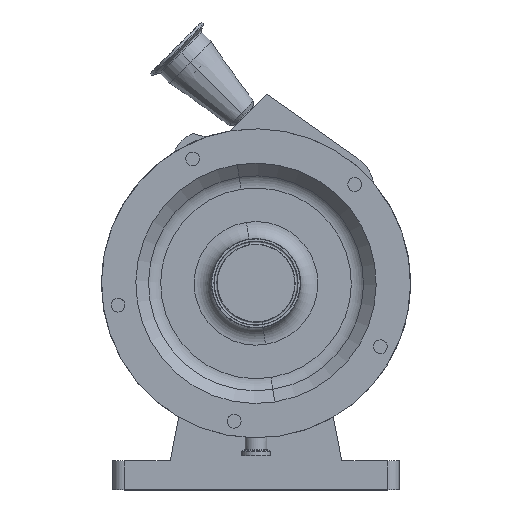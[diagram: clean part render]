
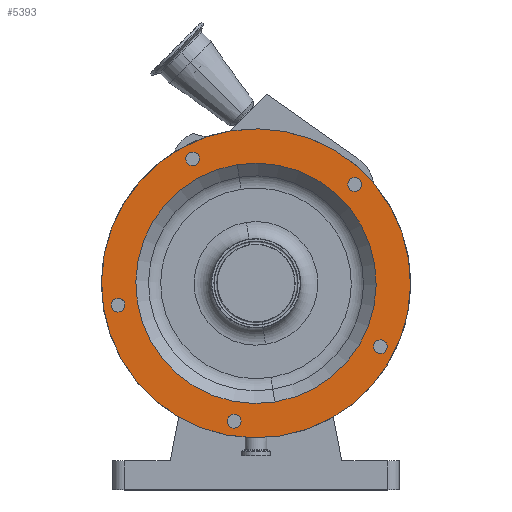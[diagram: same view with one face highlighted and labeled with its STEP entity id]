
A CAD part, top view. The second image highlights one B-rep face of the part: STEP entity #5393.
In plain terms, the highlighted planar face has unit normal (0, 0, 1).
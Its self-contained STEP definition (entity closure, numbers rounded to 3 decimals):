
#1011 = VERTEX_POINT ( 'NONE', #7722 ) ;
#1045 = VERTEX_POINT ( 'NONE', #7848 ) ;
#1089 = EDGE_CURVE ( 'NONE', #1045, #1011, #7821, .T. ) ;
#1093 = VERTEX_POINT ( 'NONE', #7879 ) ;
#1094 = EDGE_CURVE ( 'NONE', #1257, #1093, #7906, .T. ) ;
#1257 = VERTEX_POINT ( 'NONE', #8563 ) ;
#1267 = EDGE_CURVE ( 'NONE', #1299, #1269, #8560, .T. ) ;
#1269 = VERTEX_POINT ( 'NONE', #8566 ) ;
#1276 = EDGE_CURVE ( 'NONE', #1283, #1277, #8160, .T. ) ;
#1277 = VERTEX_POINT ( 'NONE', #8630 ) ;
#1279 = VERTEX_POINT ( 'NONE', #8571 ) ;
#1282 = EDGE_CURVE ( 'NONE', #1298, #1279, #8234, .T. ) ;
#1283 = VERTEX_POINT ( 'NONE', #8687 ) ;
#1298 = VERTEX_POINT ( 'NONE', #6567 ) ;
#1299 = VERTEX_POINT ( 'NONE', #6538 ) ;
#1319 = EDGE_CURVE ( 'NONE', #1320, #1325, #6608, .T. ) ;
#1320 = VERTEX_POINT ( 'NONE', #6583 ) ;
#1325 = VERTEX_POINT ( 'NONE', #6615 ) ;
#1335 = VERTEX_POINT ( 'NONE', #6644 ) ;
#1341 = EDGE_CURVE ( 'NONE', #1335, #1344, #6637, .T. ) ;
#1344 = VERTEX_POINT ( 'NONE', #6668 ) ;
#2504 = PLANE ( 'NONE',  #2627 ) ;
#2616 = FACE_BOUND ( 'NONE', #5426, .T. ) ;
#2617 = FACE_BOUND ( 'NONE', #5420, .T. ) ;
#2625 = DIRECTION ( 'NONE',  ( 0., 0., -1. ) ) ;
#2626 = CARTESIAN_POINT ( 'NONE',  ( -38.52, -6.101, 200. ) ) ;
#2627 = AXIS2_PLACEMENT_3D ( 'NONE', #2626, #2625, #2696 ) ;
#2696 = DIRECTION ( 'NONE',  ( 0.156, -0.988, 0. ) ) ;
#2697 = FACE_OUTER_BOUND ( 'NONE', #5415, .T. ) ;
#2820 = DIRECTION ( 'NONE',  ( -0.156, 0.988, 0. ) ) ;
#2821 = DIRECTION ( 'NONE',  ( 0., 0., 1. ) ) ;
#2822 = AXIS2_PLACEMENT_3D ( 'NONE', #2857, #2821, #2820 ) ;
#2823 = CIRCLE ( 'NONE', #2822, 6. ) ;
#2857 = CARTESIAN_POINT ( 'NONE',  ( -120.498, -19.085, 200. ) ) ;
#2858 = FACE_BOUND ( 'NONE', #5328, .T. ) ;
#2912 = DIRECTION ( 'NONE',  ( -0.988, 0.156, 0. ) ) ;
#2913 = DIRECTION ( 'NONE',  ( 0., 0., 1. ) ) ;
#2914 = CARTESIAN_POINT ( 'NONE',  ( -19.085, -120.498, 200. ) ) ;
#2915 = AXIS2_PLACEMENT_3D ( 'NONE', #2914, #2913, #2912 ) ;
#2916 = CIRCLE ( 'NONE', #2915, 6. ) ;
#2966 = CIRCLE ( 'NONE', #3016, 105. ) ;
#2980 = FACE_BOUND ( 'NONE', #5413, .T. ) ;
#3003 = DIRECTION ( 'NONE',  ( -0.454, -0.891, 0. ) ) ;
#3004 = DIRECTION ( 'NONE',  ( 0., 0., 1. ) ) ;
#3005 = AXIS2_PLACEMENT_3D ( 'NONE', #3009, #3004, #3003 ) ;
#3009 = CARTESIAN_POINT ( 'NONE',  ( 108.703, -55.387, 200. ) ) ;
#3016 = AXIS2_PLACEMENT_3D ( 'NONE', #3057, #3058, #3060 ) ;
#3029 = CIRCLE ( 'NONE', #3005, 6. ) ;
#3037 = CIRCLE ( 'NONE', #3134, 6. ) ;
#3057 = CARTESIAN_POINT ( 'NONE',  ( 0., 0., 200. ) ) ;
#3058 = DIRECTION ( 'NONE',  ( 0., 0., 1. ) ) ;
#3060 = DIRECTION ( 'NONE',  ( -0.156, 0.988, 0. ) ) ;
#3097 = FACE_BOUND ( 'NONE', #5251, .T. ) ;
#3106 = FACE_BOUND ( 'NONE', #5404, .T. ) ;
#3129 = DIRECTION ( 'NONE',  ( 0.707, -0.707, 0. ) ) ;
#3130 = DIRECTION ( 'NONE',  ( 0., 0., 1. ) ) ;
#3131 = CARTESIAN_POINT ( 'NONE',  ( 86.267, 86.267, 200. ) ) ;
#3134 = AXIS2_PLACEMENT_3D ( 'NONE', #3131, #3130, #3129 ) ;
#3174 = DIRECTION ( 'NONE',  ( -0.156, 0.988, 0. ) ) ;
#3175 = DIRECTION ( 'NONE',  ( 0., 0., 1. ) ) ;
#3197 = CARTESIAN_POINT ( 'NONE',  ( 0., 0., 200. ) ) ;
#3198 = AXIS2_PLACEMENT_3D ( 'NONE', #3197, #3175, #3174 ) ;
#3207 = CIRCLE ( 'NONE', #3198, 135. ) ;
#3654 = DIRECTION ( 'NONE',  ( 0.891, 0.454, 0. ) ) ;
#3655 = DIRECTION ( 'NONE',  ( 0., 0., 1. ) ) ;
#3672 = CIRCLE ( 'NONE', #3709, 6. ) ;
#3709 = AXIS2_PLACEMENT_3D ( 'NONE', #3711, #3655, #3654 ) ;
#3711 = CARTESIAN_POINT ( 'NONE',  ( -55.387, 108.703, 200. ) ) ;
#5141 = ORIENTED_EDGE ( 'NONE', *, *, #5314, .F. ) ;
#5251 = EDGE_LOOP ( 'NONE', ( #5412, #5414 ) ) ;
#5267 = EDGE_CURVE ( 'NONE', #1277, #1283, #2916, .T. ) ;
#5289 = EDGE_CURVE ( 'NONE', #1269, #1299, #2823, .T. ) ;
#5314 = EDGE_CURVE ( 'NONE', #1093, #1257, #2966, .T. ) ;
#5328 = EDGE_LOOP ( 'NONE', ( #5141, #5418 ) ) ;
#5349 = EDGE_CURVE ( 'NONE', #1279, #1298, #3037, .T. ) ;
#5354 = EDGE_CURVE ( 'NONE', #1344, #1335, #3029, .T. ) ;
#5393 = ADVANCED_FACE ( 'NONE', ( #3097, #2980, #3106, #2617, #2616, #2697, #2858 ), #2504, .F. ) ;
#5404 = EDGE_LOOP ( 'NONE', ( #5423, #5425 ) ) ;
#5409 = ORIENTED_EDGE ( 'NONE', *, *, #1282, .F. ) ;
#5410 = EDGE_CURVE ( 'NONE', #1011, #1045, #3207, .T. ) ;
#5411 = ORIENTED_EDGE ( 'NONE', *, *, #5349, .F. ) ;
#5412 = ORIENTED_EDGE ( 'NONE', *, *, #5703, .F. ) ;
#5413 = EDGE_LOOP ( 'NONE', ( #5411, #5409 ) ) ;
#5414 = ORIENTED_EDGE ( 'NONE', *, *, #1319, .F. ) ;
#5415 = EDGE_LOOP ( 'NONE', ( #5419, #5417 ) ) ;
#5416 = ORIENTED_EDGE ( 'NONE', *, *, #5267, .F. ) ;
#5417 = ORIENTED_EDGE ( 'NONE', *, *, #5410, .T. ) ;
#5418 = ORIENTED_EDGE ( 'NONE', *, *, #1094, .F. ) ;
#5419 = ORIENTED_EDGE ( 'NONE', *, *, #1089, .T. ) ;
#5420 = EDGE_LOOP ( 'NONE', ( #5416, #5427 ) ) ;
#5421 = ORIENTED_EDGE ( 'NONE', *, *, #1267, .F. ) ;
#5422 = ORIENTED_EDGE ( 'NONE', *, *, #5289, .F. ) ;
#5423 = ORIENTED_EDGE ( 'NONE', *, *, #5354, .F. ) ;
#5425 = ORIENTED_EDGE ( 'NONE', *, *, #1341, .F. ) ;
#5426 = EDGE_LOOP ( 'NONE', ( #5422, #5421 ) ) ;
#5427 = ORIENTED_EDGE ( 'NONE', *, *, #1276, .F. ) ;
#5703 = EDGE_CURVE ( 'NONE', #1325, #1320, #3672, .T. ) ;
#6538 = CARTESIAN_POINT ( 'NONE',  ( -119.559, -25.011, 200. ) ) ;
#6567 = CARTESIAN_POINT ( 'NONE',  ( 82.024, 90.51, 200. ) ) ;
#6581 = DIRECTION ( 'NONE',  ( 0., 0., 1. ) ) ;
#6583 = CARTESIAN_POINT ( 'NONE',  ( -60.733, 105.979, 200. ) ) ;
#6586 = DIRECTION ( 'NONE',  ( 0.891, 0.454, 0. ) ) ;
#6606 = CARTESIAN_POINT ( 'NONE',  ( -55.387, 108.703, 200. ) ) ;
#6608 = CIRCLE ( 'NONE', #6610, 6. ) ;
#6610 = AXIS2_PLACEMENT_3D ( 'NONE', #6606, #6581, #6586 ) ;
#6615 = CARTESIAN_POINT ( 'NONE',  ( -50.041, 111.427, 200. ) ) ;
#6631 = AXIS2_PLACEMENT_3D ( 'NONE', #6648, #6647, #6646 ) ;
#6637 = CIRCLE ( 'NONE', #6631, 6. ) ;
#6644 = CARTESIAN_POINT ( 'NONE',  ( 111.427, -50.041, 200. ) ) ;
#6646 = DIRECTION ( 'NONE',  ( -0.454, -0.891, 0. ) ) ;
#6647 = DIRECTION ( 'NONE',  ( 0., 0., 1. ) ) ;
#6648 = CARTESIAN_POINT ( 'NONE',  ( 108.703, -55.387, 200. ) ) ;
#6668 = CARTESIAN_POINT ( 'NONE',  ( 105.979, -60.733, 200. ) ) ;
#7722 = CARTESIAN_POINT ( 'NONE',  ( 21.119, -133.338, 200. ) ) ;
#7753 = CARTESIAN_POINT ( 'NONE',  ( 0., 0., 200. ) ) ;
#7790 = DIRECTION ( 'NONE',  ( -0.156, 0.988, 0. ) ) ;
#7791 = DIRECTION ( 'NONE',  ( 0., 0., 1. ) ) ;
#7812 = AXIS2_PLACEMENT_3D ( 'NONE', #7753, #7791, #7790 ) ;
#7821 = CIRCLE ( 'NONE', #7812, 135. ) ;
#7848 = CARTESIAN_POINT ( 'NONE',  ( -21.119, 133.338, 200. ) ) ;
#7879 = CARTESIAN_POINT ( 'NONE',  ( -16.426, 103.707, 200. ) ) ;
#7885 = CARTESIAN_POINT ( 'NONE',  ( 0., 0., 200. ) ) ;
#7897 = DIRECTION ( 'NONE',  ( -0.156, 0.988, 0. ) ) ;
#7898 = DIRECTION ( 'NONE',  ( 0., 0., 1. ) ) ;
#7901 = AXIS2_PLACEMENT_3D ( 'NONE', #7885, #7898, #7897 ) ;
#7906 = CIRCLE ( 'NONE', #7901, 105. ) ;
#8121 = DIRECTION ( 'NONE',  ( 0., 0., 1. ) ) ;
#8160 = CIRCLE ( 'NONE', #8165, 6. ) ;
#8165 = AXIS2_PLACEMENT_3D ( 'NONE', #8169, #8121, #8250 ) ;
#8166 = DIRECTION ( 'NONE',  ( 0.707, -0.707, 0. ) ) ;
#8169 = CARTESIAN_POINT ( 'NONE',  ( -19.085, -120.498, 200. ) ) ;
#8229 = CARTESIAN_POINT ( 'NONE',  ( 86.267, 86.267, 200. ) ) ;
#8234 = CIRCLE ( 'NONE', #8248, 6. ) ;
#8248 = AXIS2_PLACEMENT_3D ( 'NONE', #8229, #8264, #8166 ) ;
#8250 = DIRECTION ( 'NONE',  ( -0.988, 0.156, 0. ) ) ;
#8264 = DIRECTION ( 'NONE',  ( 0., 0., 1. ) ) ;
#8560 = CIRCLE ( 'NONE', #8575, 6. ) ;
#8563 = CARTESIAN_POINT ( 'NONE',  ( 16.426, -103.707, 200. ) ) ;
#8566 = CARTESIAN_POINT ( 'NONE',  ( -121.437, -13.159, 200. ) ) ;
#8571 = CARTESIAN_POINT ( 'NONE',  ( 90.51, 82.024, 200. ) ) ;
#8575 = AXIS2_PLACEMENT_3D ( 'NONE', #8593, #8592, #8591 ) ;
#8591 = DIRECTION ( 'NONE',  ( -0.156, 0.988, 0. ) ) ;
#8592 = DIRECTION ( 'NONE',  ( 0., 0., 1. ) ) ;
#8593 = CARTESIAN_POINT ( 'NONE',  ( -120.498, -19.085, 200. ) ) ;
#8630 = CARTESIAN_POINT ( 'NONE',  ( -25.011, -119.559, 200. ) ) ;
#8687 = CARTESIAN_POINT ( 'NONE',  ( -13.159, -121.437, 200. ) ) ;
